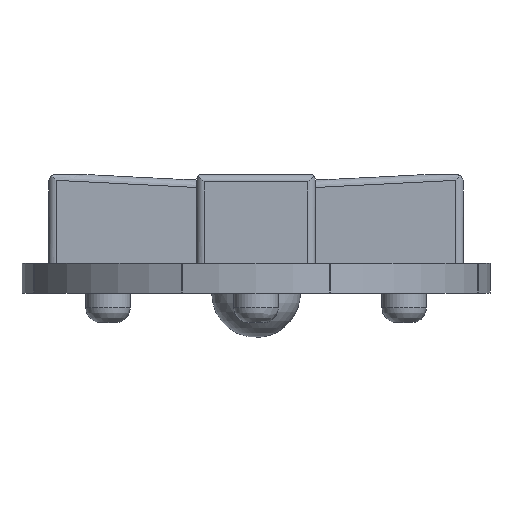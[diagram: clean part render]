
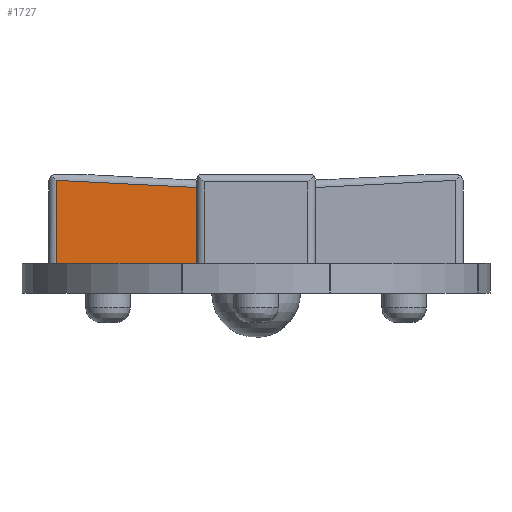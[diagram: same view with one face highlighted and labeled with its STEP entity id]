
A CAD part, front view. The second image highlights one B-rep face of the part: STEP entity #1727.
In plain terms, the highlighted planar face has unit normal (0, -1, 0).
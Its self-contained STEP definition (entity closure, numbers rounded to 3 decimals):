
#104=B_SPLINE_CURVE_WITH_KNOTS('',3,(#2574,#2575,#2576,#2577,#2578,#2579,
#2580,#2581,#2582,#2583,#2584,#2585,#2586,#2587,#2588,#2589,#2590,#2591,
#2592,#2593,#2594,#2595,#2596,#2597,#2598,#2599,#2600,#2601,#2602,#2603,
#2604,#2605,#2606,#2607),.UNSPECIFIED.,.F.,.F.,(4,3,3,3,3,3,3,3,3,3,3,4),
(0.,0.,0.001,0.001,0.001,
0.002,0.002,0.002,0.002,
0.004,0.004,0.005),
 .UNSPECIFIED.);
#228=FACE_OUTER_BOUND('',#327,.T.);
#327=EDGE_LOOP('',(#1376,#1377,#1378,#1379));
#392=LINE('',#3565,#517);
#430=LINE('',#3851,#555);
#473=LINE('',#3957,#598);
#517=VECTOR('',#2036,1000.);
#555=VECTOR('',#2156,1000.);
#598=VECTOR('',#2271,1000.);
#645=VERTEX_POINT('',#2509);
#650=VERTEX_POINT('',#2572);
#692=VERTEX_POINT('',#3564);
#738=VERTEX_POINT('',#3850);
#822=EDGE_CURVE('',#645,#650,#104,.T.);
#874=EDGE_CURVE('',#650,#692,#392,.T.);
#942=EDGE_CURVE('',#738,#692,#430,.T.);
#998=EDGE_CURVE('',#645,#738,#473,.T.);
#1376=ORIENTED_EDGE('',*,*,#998,.F.);
#1377=ORIENTED_EDGE('',*,*,#822,.T.);
#1378=ORIENTED_EDGE('',*,*,#874,.T.);
#1379=ORIENTED_EDGE('',*,*,#942,.F.);
#1552=PLANE('',#1883);
#1727=ADVANCED_FACE('',(#228),#1552,.T.);
#1883=AXIS2_PLACEMENT_3D('',#3956,#2269,#2270);
#2036=DIRECTION('',(0.,0.,-1.));
#2156=DIRECTION('',(-1.,0.,0.));
#2269=DIRECTION('center_axis',(0.,-1.,0.));
#2270=DIRECTION('ref_axis',(0.,0.,-1.));
#2271=DIRECTION('',(0.,0.,-1.));
#2509=CARTESIAN_POINT('',(-2.,-2.,3.564));
#2572=CARTESIAN_POINT('',(-6.75,-2.,3.804));
#2574=CARTESIAN_POINT('Ctrl Pts',(-2.,-2.,3.564));
#2575=CARTESIAN_POINT('Ctrl Pts',(-2.124,-2.,3.569));
#2576=CARTESIAN_POINT('Ctrl Pts',(-2.247,-2.,3.574));
#2577=CARTESIAN_POINT('Ctrl Pts',(-2.371,-2.,3.58));
#2578=CARTESIAN_POINT('Ctrl Pts',(-2.445,-2.,3.583));
#2579=CARTESIAN_POINT('Ctrl Pts',(-2.52,-2.,3.587));
#2580=CARTESIAN_POINT('Ctrl Pts',(-2.594,-2.,3.59));
#2581=CARTESIAN_POINT('Ctrl Pts',(-2.737,-2.,3.597));
#2582=CARTESIAN_POINT('Ctrl Pts',(-2.88,-2.,3.603));
#2583=CARTESIAN_POINT('Ctrl Pts',(-3.023,-2.,3.61));
#2584=CARTESIAN_POINT('Ctrl Pts',(-3.078,-2.,3.613));
#2585=CARTESIAN_POINT('Ctrl Pts',(-3.133,-2.,3.616));
#2586=CARTESIAN_POINT('Ctrl Pts',(-3.188,-2.,3.618));
#2587=CARTESIAN_POINT('Ctrl Pts',(-3.35,-2.,3.626));
#2588=CARTESIAN_POINT('Ctrl Pts',(-3.512,-2.,3.634));
#2589=CARTESIAN_POINT('Ctrl Pts',(-3.674,-2.,3.642));
#2590=CARTESIAN_POINT('Ctrl Pts',(-3.71,-2.,3.644));
#2591=CARTESIAN_POINT('Ctrl Pts',(-3.746,-2.,3.646));
#2592=CARTESIAN_POINT('Ctrl Pts',(-3.782,-2.,3.648));
#2593=CARTESIAN_POINT('Ctrl Pts',(-3.963,-2.,3.657));
#2594=CARTESIAN_POINT('Ctrl Pts',(-4.144,-2.,3.666));
#2595=CARTESIAN_POINT('Ctrl Pts',(-4.326,-2.,3.676));
#2596=CARTESIAN_POINT('Ctrl Pts',(-4.342,-2.,3.676));
#2597=CARTESIAN_POINT('Ctrl Pts',(-4.359,-2.,3.677));
#2598=CARTESIAN_POINT('Ctrl Pts',(-4.375,-2.,3.678));
#2599=CARTESIAN_POINT('Ctrl Pts',(-4.771,-2.,3.698));
#2600=CARTESIAN_POINT('Ctrl Pts',(-5.167,-2.,3.719));
#2601=CARTESIAN_POINT('Ctrl Pts',(-5.563,-2.,3.74));
#2602=CARTESIAN_POINT('Ctrl Pts',(-5.585,-2.,3.741));
#2603=CARTESIAN_POINT('Ctrl Pts',(-5.607,-2.,3.743));
#2604=CARTESIAN_POINT('Ctrl Pts',(-5.629,-2.,3.744));
#2605=CARTESIAN_POINT('Ctrl Pts',(-6.003,-2.,3.764));
#2606=CARTESIAN_POINT('Ctrl Pts',(-6.376,-2.,3.784));
#2607=CARTESIAN_POINT('Ctrl Pts',(-6.75,-2.,3.804));
#3564=CARTESIAN_POINT('',(-6.75,-2.,1.));
#3565=CARTESIAN_POINT('',(-6.75,-2.,1.));
#3850=CARTESIAN_POINT('',(-2.,-2.,1.));
#3851=CARTESIAN_POINT('',(-4.5,-2.,1.));
#3956=CARTESIAN_POINT('Origin',(-4.5,-2.,4.));
#3957=CARTESIAN_POINT('',(-2.,-2.,4.));
